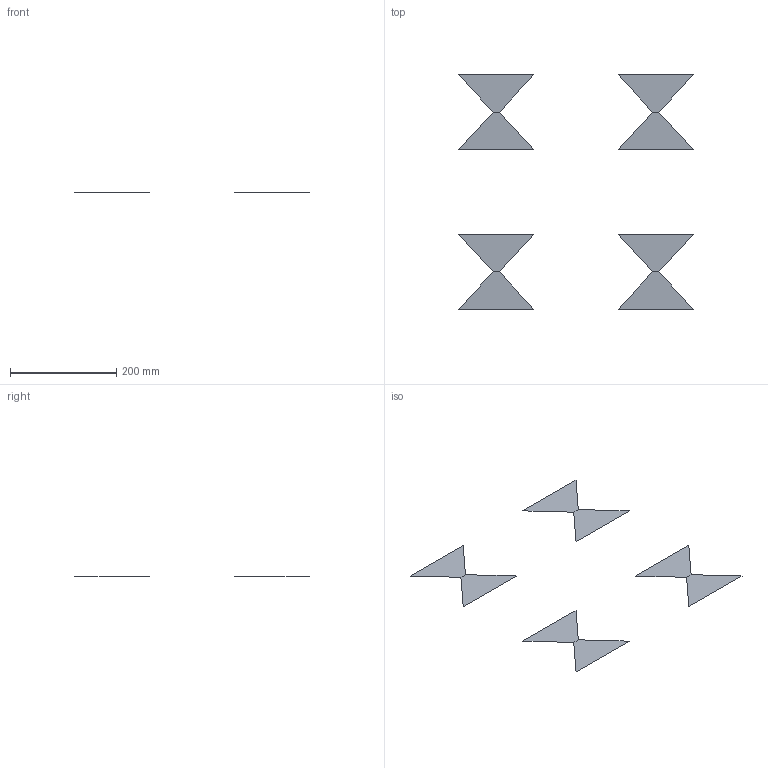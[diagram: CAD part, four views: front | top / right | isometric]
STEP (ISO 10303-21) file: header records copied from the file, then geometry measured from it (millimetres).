
FILE_DESCRIPTION(('STEP AP214'),'1');
FILE_NAME('array.stp','2022-07-26T14:56:17',(' '),(' '),'Spatial InterOp 3D',' ',' ');
FILE_SCHEMA(('AUTOMOTIVE_DESIGN { 1 0 10303 214 1 1 1 1 }'));
Length unit declared in the file: millimetre
Products named in the file (1): 1
Bounding box: 441.4 x 441.4 x 0 mm (x, y, z)
Surface area: 43381.5 mm2 (no closed solid volume)
Topology: 0 solids, 4 shells, 8 faces, 28 edges, 24 vertices
Faces by surface type: plane 8
Entity records: 331 total; most frequent: CARTESIAN_POINT 64, DIRECTION 52, ORIENTED_EDGE 32, EDGE_CURVE 28, LINE 28, VECTOR 28, VERTEX_POINT 24, AXIS2_PLACEMENT_3D 12
